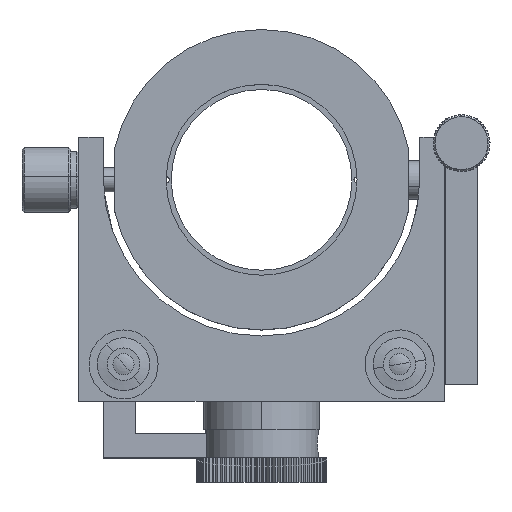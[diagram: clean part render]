
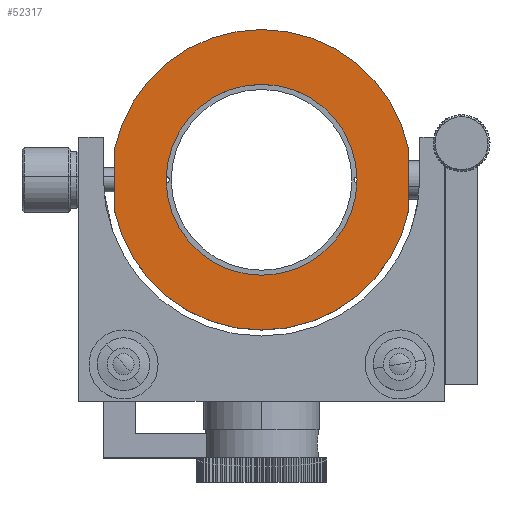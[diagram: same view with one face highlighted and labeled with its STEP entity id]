
A CAD part, top view. The second image highlights one B-rep face of the part: STEP entity #52317.
In plain terms, the highlighted planar face has unit normal (0, 0, 1).
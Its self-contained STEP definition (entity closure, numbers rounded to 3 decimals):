
#235 = CARTESIAN_POINT ( 'NONE',  ( 36.25, 75.588, 5.5 ) ) ;
#4370 = LINE ( 'NONE', #23496, #70942 ) ;
#4589 = DIRECTION ( 'NONE',  ( 0., -1., 0. ) ) ;
#4906 = VERTEX_POINT ( 'NONE', #235 ) ;
#5184 = CIRCLE ( 'NONE', #51179, 37. ) ;
#6773 = EDGE_CURVE ( 'NONE', #62700, #19687, #70662, .T. ) ;
#8785 = DIRECTION ( 'NONE',  ( 0., 0., -1. ) ) ;
#10242 = VERTEX_POINT ( 'NONE', #78970 ) ;
#13357 = EDGE_LOOP ( 'NONE', ( #73870, #77990 ) ) ;
#14570 = EDGE_CURVE ( 'NONE', #4906, #10242, #5184, .T. ) ;
#15198 = CARTESIAN_POINT ( 'NONE',  ( 0., 83., 5.5 ) ) ;
#15274 = EDGE_CURVE ( 'NONE', #4906, #71991, #29268, .T. ) ;
#18049 = CARTESIAN_POINT ( 'NONE',  ( 0., 83., 5.5 ) ) ;
#19354 = AXIS2_PLACEMENT_3D ( 'NONE', #39772, #8785, #51848 ) ;
#19687 = VERTEX_POINT ( 'NONE', #53971 ) ;
#20215 = EDGE_CURVE ( 'NONE', #19687, #62700, #79485, .T. ) ;
#23496 = CARTESIAN_POINT ( 'NONE',  ( -36.25, 75.588, 5.5 ) ) ;
#28686 = DIRECTION ( 'NONE',  ( 0., 0., -1. ) ) ;
#28796 = ORIENTED_EDGE ( 'NONE', *, *, #15274, .T. ) ;
#29268 = LINE ( 'NONE', #49588, #60076 ) ;
#33750 = DIRECTION ( 'NONE',  ( 0., 0., -1. ) ) ;
#35421 = CARTESIAN_POINT ( 'NONE',  ( 36.25, 90.412, 5.5 ) ) ;
#35858 = DIRECTION ( 'NONE',  ( 0., 0., -1. ) ) ;
#36239 = DIRECTION ( 'NONE',  ( 0., 0., -1. ) ) ;
#36744 = DIRECTION ( 'NONE',  ( 1., 0., 0. ) ) ;
#37905 = CARTESIAN_POINT ( 'NONE',  ( -36.25, 90.412, 5.5 ) ) ;
#38337 = DIRECTION ( 'NONE',  ( 0., 1., 0. ) ) ;
#39772 = CARTESIAN_POINT ( 'NONE',  ( 0., 83., 5.5 ) ) ;
#41263 = FACE_BOUND ( 'NONE', #13357, .T. ) ;
#42072 = AXIS2_PLACEMENT_3D ( 'NONE', #18049, #35858, #79012 ) ;
#43591 = AXIS2_PLACEMENT_3D ( 'NONE', #59620, #28686, #78012 ) ;
#46087 = DIRECTION ( 'NONE',  ( 1., 0., 0. ) ) ;
#46972 = EDGE_CURVE ( 'NONE', #53393, #71991, #60821, .T. ) ;
#48296 = CARTESIAN_POINT ( 'NONE',  ( 0., 59.5, 5.5 ) ) ;
#49588 = CARTESIAN_POINT ( 'NONE',  ( 36.25, 75.588, 5.5 ) ) ;
#49965 = ORIENTED_EDGE ( 'NONE', *, *, #46972, .F. ) ;
#51179 = AXIS2_PLACEMENT_3D ( 'NONE', #15198, #33750, #46087 ) ;
#51848 = DIRECTION ( 'NONE',  ( 1., 0., 0. ) ) ;
#52317 = ADVANCED_FACE ( 'NONE', ( #52778, #41263 ), #55297, .F. ) ;
#52778 = FACE_OUTER_BOUND ( 'NONE', #68289, .T. ) ;
#53393 = VERTEX_POINT ( 'NONE', #37905 ) ;
#53735 = ORIENTED_EDGE ( 'NONE', *, *, #54614, .T. ) ;
#53819 = ORIENTED_EDGE ( 'NONE', *, *, #14570, .F. ) ;
#53971 = CARTESIAN_POINT ( 'NONE',  ( -23.5, 83., 5.5 ) ) ;
#54614 = EDGE_CURVE ( 'NONE', #53393, #10242, #4370, .T. ) ;
#55297 = PLANE ( 'NONE',  #75436 ) ;
#59620 = CARTESIAN_POINT ( 'NONE',  ( 0., 83., 5.5 ) ) ;
#60076 = VECTOR ( 'NONE', #38337, 1000. ) ;
#60821 = CIRCLE ( 'NONE', #19354, 37. ) ;
#62700 = VERTEX_POINT ( 'NONE', #63474 ) ;
#63474 = CARTESIAN_POINT ( 'NONE',  ( 23.5, 83., 5.5 ) ) ;
#68289 = EDGE_LOOP ( 'NONE', ( #49965, #53735, #53819, #28796 ) ) ;
#70662 = CIRCLE ( 'NONE', #42072, 23.5 ) ;
#70942 = VECTOR ( 'NONE', #4589, 1000. ) ;
#71991 = VERTEX_POINT ( 'NONE', #35421 ) ;
#73870 = ORIENTED_EDGE ( 'NONE', *, *, #6773, .T. ) ;
#75436 = AXIS2_PLACEMENT_3D ( 'NONE', #48296, #36239, #36744 ) ;
#77990 = ORIENTED_EDGE ( 'NONE', *, *, #20215, .T. ) ;
#78012 = DIRECTION ( 'NONE',  ( 1., 0., 0. ) ) ;
#78970 = CARTESIAN_POINT ( 'NONE',  ( -36.25, 75.588, 5.5 ) ) ;
#79012 = DIRECTION ( 'NONE',  ( 1., 0., 0. ) ) ;
#79485 = CIRCLE ( 'NONE', #43591, 23.5 ) ;
